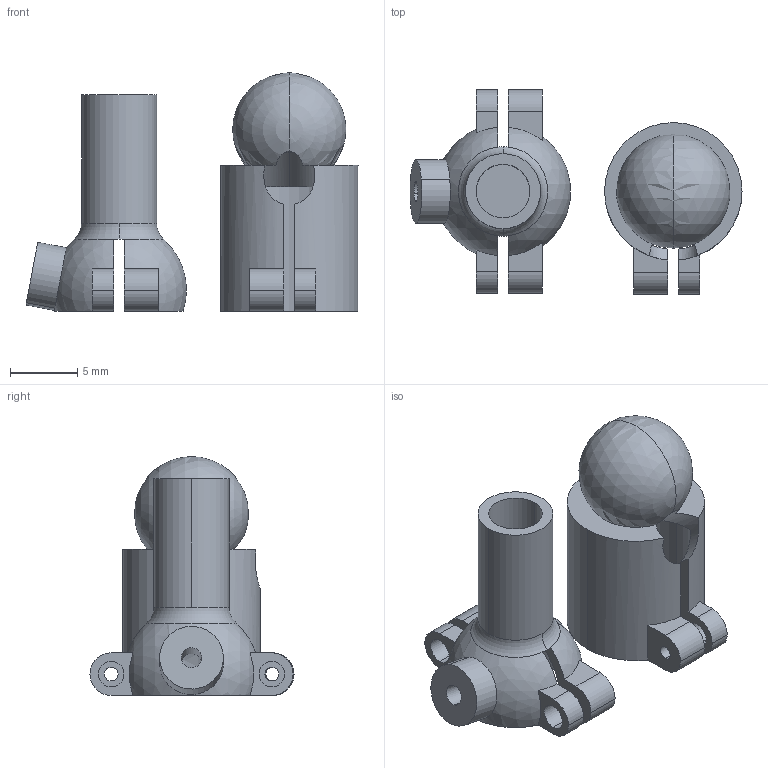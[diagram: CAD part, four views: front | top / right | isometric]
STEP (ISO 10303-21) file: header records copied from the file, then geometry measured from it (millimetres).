
FILE_DESCRIPTION(('STEP AP214'),'1');
FILE_NAME('tmp0.step','2022-07-31T16:18:13',(' '),(' '),'Spatial InterOp 3D',' ',' ');
FILE_SCHEMA(('automotive_design'));
Length unit declared in the file: inch
Products named in the file (2): 1; 2
Bounding box: 24.77 x 15.23 x 17.81 mm (x, y, z)
Volume: 993.2 mm3; surface area: 1819.4 mm2
Topology: 2 solids, 2 shells, 78 faces, 216 edges, 140 vertices
Faces by surface type: cylinder 42, plane 28, sphere 6, torus 2
Entity records: 3386 total; most frequent: CARTESIAN_POINT 612, DIRECTION 484, ORIENTED_EDGE 424, EDGE_CURVE 212, AXIS2_PLACEMENT_3D 202, VERTEX_POINT 140, CIRCLE 118, EDGE_LOOP 94
